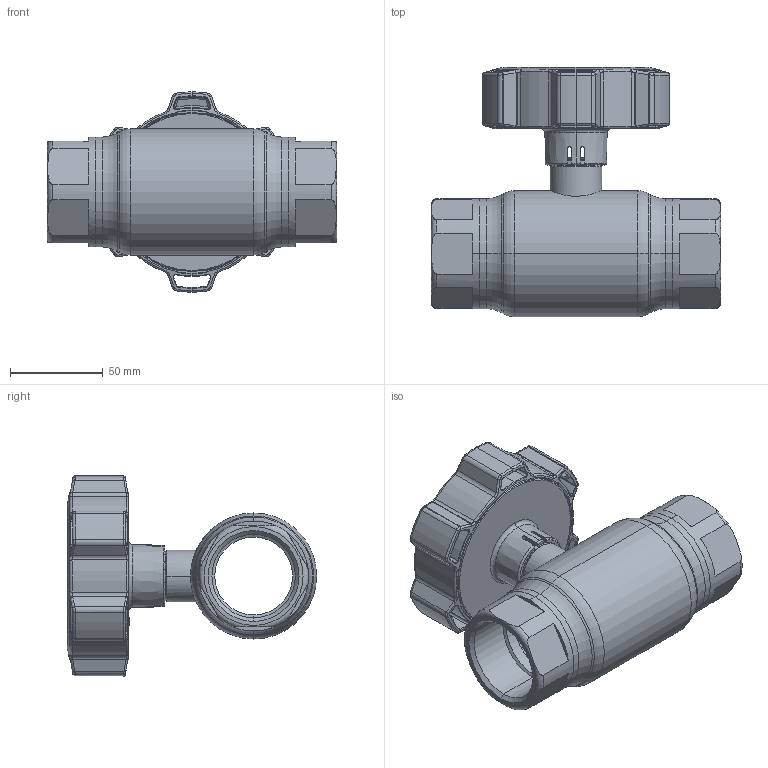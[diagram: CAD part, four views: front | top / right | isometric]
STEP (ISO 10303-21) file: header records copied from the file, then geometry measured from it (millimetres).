
FILE_DESCRIPTION (( 'STEP AP214' ), '1' );
FILE_NAME ('1040002000-1200.step', '2024-01-15T11:36:15', ( '' ), ( '' ), 'SwSTEP 2.0', 'SolidWorks 2021', '' );
FILE_SCHEMA (( 'AUTOMOTIVE_DESIGN' ));
Length unit declared in the file: millimetre
Products named in the file (1): 1040002000-1200
Bounding box: 156 x 134.5 x 107.98 mm (x, y, z)
Surface area: 91401.5 mm2 (no closed solid volume)
Topology: 0 solids, 10 shells, 537 faces, 1526 edges, 967 vertices
Faces by surface type: bspline 164, plane 124, cylinder 119, torus 75, cone 49, sphere 6
Entity records: 31882 total; most frequent: CARTESIAN_POINT 13525, ORIENTED_EDGE 2740, DIRECTION 2227, EDGE_CURVE 1526, VERTEX_POINT 967, AXIS2_PLACEMENT_3D 872, EDGE_LOOP 567, UNCERTAINTY_MEASURE_WITH_UNIT 539
